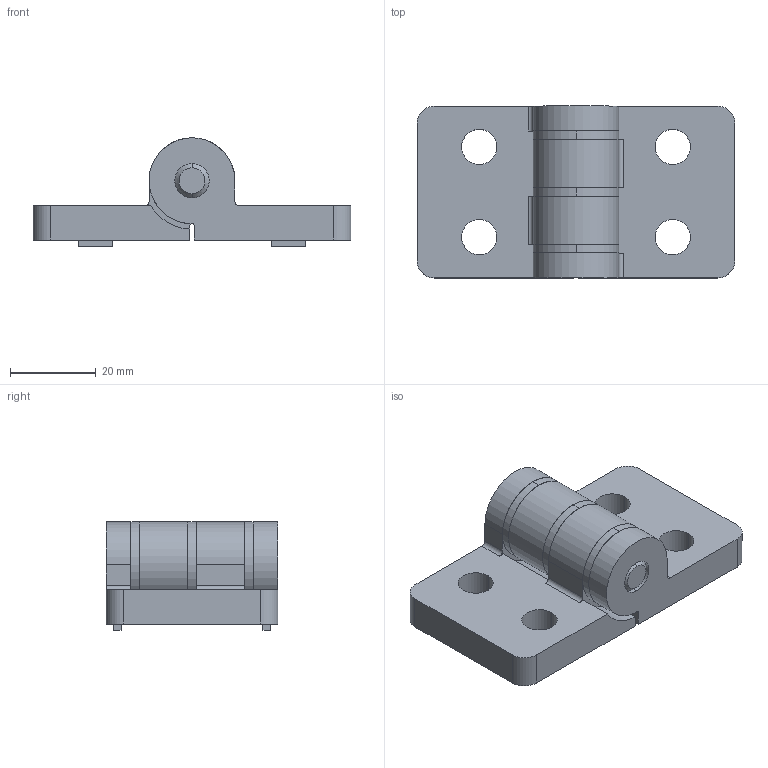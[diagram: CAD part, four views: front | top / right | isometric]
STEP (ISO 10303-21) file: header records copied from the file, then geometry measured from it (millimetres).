
FILE_DESCRIPTION (( 'STEP AP214' ), '1' );
FILE_NAME ('1.62.53045.STEP', '2024-10-09T17:24:25', ( '' ), ( '' ), 'SwSTEP 2.0', 'SolidWorks 2024', '' );
FILE_SCHEMA (( 'AUTOMOTIVE_DESIGN' ));
Length unit declared in the file: millimetre
Products named in the file (1): 1.62.53045
Bounding box: 74 x 40 x 25.25 mm (x, y, z)
Volume: 31986.6 mm3; surface area: 16032.8 mm2
Topology: 6 solids, 6 shells, 108 faces, 272 edges, 180 vertices
Faces by surface type: plane 54, cylinder 50, cone 4
Entity records: 3380 total; most frequent: DIRECTION 594, CARTESIAN_POINT 561, ORIENTED_EDGE 544, EDGE_CURVE 272, AXIS2_PLACEMENT_3D 213, VERTEX_POINT 180, LINE 168, VECTOR 168
